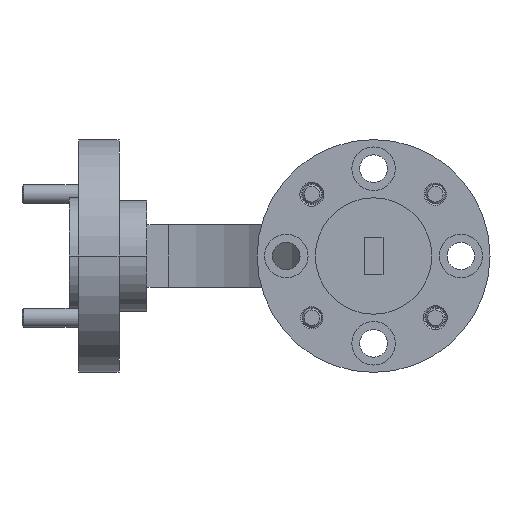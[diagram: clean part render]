
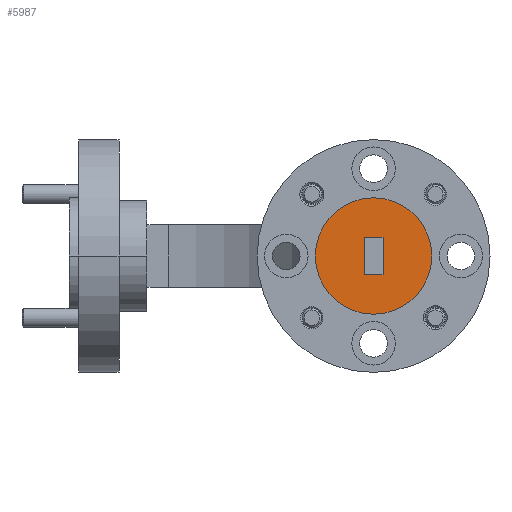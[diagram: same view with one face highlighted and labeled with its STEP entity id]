
A CAD part, left-side view. The second image highlights one B-rep face of the part: STEP entity #5987.
In plain terms, the highlighted planar face has unit normal (-1, 0, 0).
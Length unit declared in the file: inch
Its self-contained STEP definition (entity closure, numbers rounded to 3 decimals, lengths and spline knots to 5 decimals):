
#37 = FACE_OUTER_BOUND ( 'NONE', #1486, .T. ) ;
#128 = PLANE ( 'NONE',  #4789 ) ;
#166 = ORIENTED_EDGE ( 'NONE', *, *, #2057, .T. ) ;
#203 = EDGE_CURVE ( 'NONE', #5918, #5972, #3976, .T. ) ;
#463 = LINE ( 'NONE', #4027, #6018 ) ;
#513 = VERTEX_POINT ( 'NONE', #2281 ) ;
#561 = CARTESIAN_POINT ( 'NONE',  ( -0.65805, 2.27752, 2.88461 ) ) ;
#571 = AXIS2_PLACEMENT_3D ( 'NONE', #3465, #598, #2014 ) ;
#574 = DIRECTION ( 'NONE',  ( 0., -1., 0. ) ) ;
#598 = DIRECTION ( 'NONE',  ( 1., 0., 0. ) ) ;
#932 = CARTESIAN_POINT ( 'NONE',  ( -0.65805, 1.90252, 2.88461 ) ) ;
#1023 = VECTOR ( 'NONE', #3472, 39.37008 ) ;
#1036 = DIRECTION ( 'NONE',  ( 0., 1., 0. ) ) ;
#1198 = FACE_BOUND ( 'NONE', #5488, .T. ) ;
#1402 = CARTESIAN_POINT ( 'NONE',  ( -0.65805, 2.12052, 2.94561 ) ) ;
#1486 = EDGE_LOOP ( 'NONE', ( #4911, #1996 ) ) ;
#1527 = AXIS2_PLACEMENT_3D ( 'NONE', #4566, #5017, #4023 ) ;
#1902 = ORIENTED_EDGE ( 'NONE', *, *, #3116, .T. ) ;
#1919 = LINE ( 'NONE', #5350, #1023 ) ;
#1996 = ORIENTED_EDGE ( 'NONE', *, *, #203, .F. ) ;
#2014 = DIRECTION ( 'NONE',  ( 0., 1., 0. ) ) ;
#2057 = EDGE_CURVE ( 'NONE', #5699, #2768, #3614, .T. ) ;
#2139 = VECTOR ( 'NONE', #1036, 39.37008 ) ;
#2148 = DIRECTION ( 'NONE',  ( 0., 0., -1. ) ) ;
#2281 = CARTESIAN_POINT ( 'NONE',  ( -0.65805, 2.05952, 2.82361 ) ) ;
#2448 = DIRECTION ( 'NONE',  ( -1., 0., 0. ) ) ;
#2457 = VECTOR ( 'NONE', #5254, 39.37008 ) ;
#2657 = CARTESIAN_POINT ( 'NONE',  ( -0.65805, 2.12052, 2.82361 ) ) ;
#2768 = VERTEX_POINT ( 'NONE', #5357 ) ;
#2787 = CIRCLE ( 'NONE', #1527, 0.1875 ) ;
#3116 = EDGE_CURVE ( 'NONE', #2768, #513, #463, .T. ) ;
#3441 = ORIENTED_EDGE ( 'NONE', *, *, #4039, .T. ) ;
#3465 = CARTESIAN_POINT ( 'NONE',  ( -0.65805, 2.09002, 2.88461 ) ) ;
#3472 = DIRECTION ( 'NONE',  ( 0., 0., 1. ) ) ;
#3614 = LINE ( 'NONE', #4291, #2457 ) ;
#3818 = ORIENTED_EDGE ( 'NONE', *, *, #4604, .T. ) ;
#3841 = CARTESIAN_POINT ( 'NONE',  ( -0.65805, 2.09002, 2.88461 ) ) ;
#3976 = CIRCLE ( 'NONE', #571, 0.1875 ) ;
#4023 = DIRECTION ( 'NONE',  ( 0., 1., 0. ) ) ;
#4027 = CARTESIAN_POINT ( 'NONE',  ( -0.65805, 2.05952, 2.94561 ) ) ;
#4039 = EDGE_CURVE ( 'NONE', #5377, #5699, #1919, .T. ) ;
#4291 = CARTESIAN_POINT ( 'NONE',  ( -0.65805, 2.12052, 2.94561 ) ) ;
#4566 = CARTESIAN_POINT ( 'NONE',  ( -0.65805, 2.09002, 2.88461 ) ) ;
#4604 = EDGE_CURVE ( 'NONE', #513, #5377, #5999, .T. ) ;
#4789 = AXIS2_PLACEMENT_3D ( 'NONE', #3841, #2448, #574 ) ;
#4911 = ORIENTED_EDGE ( 'NONE', *, *, #5439, .F. ) ;
#5017 = DIRECTION ( 'NONE',  ( 1., 0., 0. ) ) ;
#5254 = DIRECTION ( 'NONE',  ( 0., -1., 0. ) ) ;
#5277 = CARTESIAN_POINT ( 'NONE',  ( -0.65805, 2.12052, 2.82361 ) ) ;
#5350 = CARTESIAN_POINT ( 'NONE',  ( -0.65805, 2.12052, 2.94561 ) ) ;
#5357 = CARTESIAN_POINT ( 'NONE',  ( -0.65805, 2.05952, 2.94561 ) ) ;
#5377 = VERTEX_POINT ( 'NONE', #2657 ) ;
#5439 = EDGE_CURVE ( 'NONE', #5972, #5918, #2787, .T. ) ;
#5488 = EDGE_LOOP ( 'NONE', ( #3818, #3441, #166, #1902 ) ) ;
#5699 = VERTEX_POINT ( 'NONE', #1402 ) ;
#5918 = VERTEX_POINT ( 'NONE', #932 ) ;
#5972 = VERTEX_POINT ( 'NONE', #561 ) ;
#5987 = ADVANCED_FACE ( 'NONE', ( #1198, #37 ), #128, .T. ) ;
#5999 = LINE ( 'NONE', #5277, #2139 ) ;
#6018 = VECTOR ( 'NONE', #2148, 39.37008 ) ;
